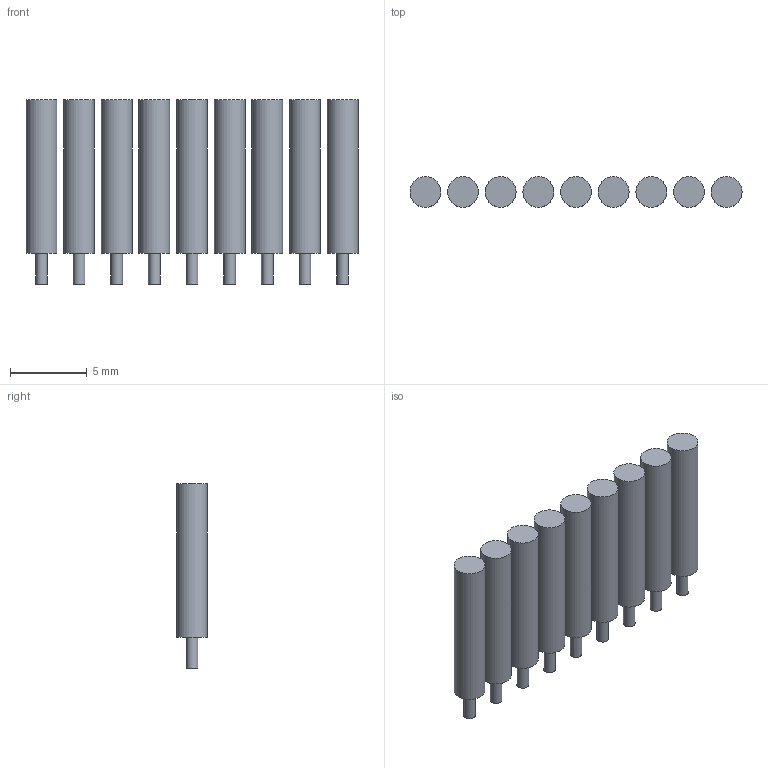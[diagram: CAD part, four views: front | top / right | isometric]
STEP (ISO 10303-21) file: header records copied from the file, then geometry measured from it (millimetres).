
FILE_DESCRIPTION(('FreeCAD Model'),'2;1');
FILE_NAME('Open CASCADE Shape Model','2024-06-12T12:50:44',('Author'),( ''),'Open CASCADE STEP processor 7.5','FreeCAD','Unknown');
FILE_SCHEMA(('AUTOMOTIVE_DESIGN { 1 0 10303 214 1 1 1 1 }'));
Length unit declared in the file: millimetre
Products named in the file (31): Unnamed; LinkGroup; wire; pin; LinkGroup001; wire001; pin001; LinkGroup002; wire002; pin003; LinkGroup003; wire003; pin002; LinkGroup004; wire006; pin007; LinkGroup005; wire005; pin006; LinkGroup006; wire004; pin005; LinkGroup007; wire007; pin004; LinkGroup008; wire008; pin008; LinkGroup009; wire009; pin009
Assembly tree (30 placements, depth 3):
  Unnamed
    LinkGroup
      wire
      pin
    LinkGroup001
      wire001
      pin001
    LinkGroup002
      wire002
      pin003
    LinkGroup003
      wire003
      pin002
    LinkGroup004
      wire006
      pin007
    LinkGroup005
      wire005
      pin006
    LinkGroup006
      wire004
      pin005
    LinkGroup007
      wire007
      pin004
    LinkGroup008
      wire008
      pin008
    LinkGroup009
      wire009
      pin009
Bounding box: 21.6 x 2 x 12 mm (x, y, z)
Volume: 323.3 mm3; surface area: 748.1 mm2
Topology: 20 solids, 20 shells, 60 faces, 60 edges, 40 vertices
Faces by surface type: plane 40, cylinder 20
Full cylindrical faces by diameter (mm): 0.76 x1, 0.762 x9, 2 x10
Entity records: 1829 total; most frequent: DIRECTION 282, CARTESIAN_POINT 191, AXIS2_PLACEMENT_3D 131, ORIENTED_EDGE 120, PRODUCT_DEFINITION_SHAPE 61, ADVANCED_FACE 60, FACE_BOUND 60, EDGE_LOOP 60
